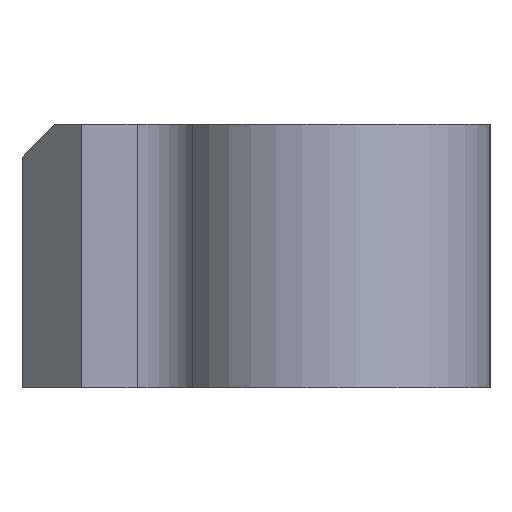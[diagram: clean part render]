
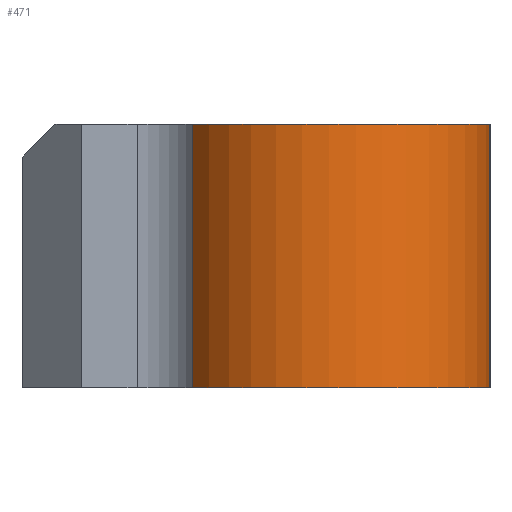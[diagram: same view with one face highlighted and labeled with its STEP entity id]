
A CAD part, left-side view. The second image highlights one B-rep face of the part: STEP entity #471.
In plain terms, the highlighted cylindrical face has radius 4.9 mm (diameter 9.8 mm), a partial arc.
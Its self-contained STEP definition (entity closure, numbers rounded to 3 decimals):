
#3 = VERTEX_POINT ( 'NONE', #728 ) ;
#29 = LINE ( 'NONE', #658, #311 ) ;
#57 = AXIS2_PLACEMENT_3D ( 'NONE', #237, #858, #1473 ) ;
#102 = VERTEX_POINT ( 'NONE', #449 ) ;
#214 = CARTESIAN_POINT ( 'NONE',  ( -8.535, -12.167, 0. ) ) ;
#237 = CARTESIAN_POINT ( 'NONE',  ( -9.005, -7.289, 8. ) ) ;
#253 = AXIS2_PLACEMENT_3D ( 'NONE', #1756, #366, #993 ) ;
#311 = VECTOR ( 'NONE', #1276, 1000. ) ;
#320 = CIRCLE ( 'NONE', #57, 4.9 ) ;
#363 = DIRECTION ( 'NONE',  ( 0., 0., -1. ) ) ;
#366 = DIRECTION ( 'NONE',  ( 0., 0., 1. ) ) ;
#449 = CARTESIAN_POINT ( 'NONE',  ( -11.648, -3.163, 0. ) ) ;
#455 = EDGE_LOOP ( 'NONE', ( #1390, #1271, #1824, #1025 ) ) ;
#462 = VERTEX_POINT ( 'NONE', #561 ) ;
#471 = ADVANCED_FACE ( 'NONE', ( #523 ), #1146, .T. ) ;
#523 = FACE_OUTER_BOUND ( 'NONE', #455, .T. ) ;
#525 = CARTESIAN_POINT ( 'NONE',  ( -11.648, -3.163, 0. ) ) ;
#543 = CIRCLE ( 'NONE', #1675, 4.9 ) ;
#561 = CARTESIAN_POINT ( 'NONE',  ( -11.648, -3.163, 8. ) ) ;
#658 = CARTESIAN_POINT ( 'NONE',  ( -8.535, -12.167, 0. ) ) ;
#728 = CARTESIAN_POINT ( 'NONE',  ( -8.535, -12.167, 8. ) ) ;
#751 = EDGE_CURVE ( 'NONE', #1536, #3, #29, .T. ) ;
#850 = EDGE_CURVE ( 'NONE', #102, #462, #1912, .T. ) ;
#858 = DIRECTION ( 'NONE',  ( 0., 0., -1. ) ) ;
#991 = DIRECTION ( 'NONE',  ( 1., 0., 0. ) ) ;
#993 = DIRECTION ( 'NONE',  ( 1., 0., 0. ) ) ;
#1025 = ORIENTED_EDGE ( 'NONE', *, *, #850, .F. ) ;
#1146 = CYLINDRICAL_SURFACE ( 'NONE', #253, 4.9 ) ;
#1148 = DIRECTION ( 'NONE',  ( 0., 0., 1. ) ) ;
#1271 = ORIENTED_EDGE ( 'NONE', *, *, #751, .T. ) ;
#1276 = DIRECTION ( 'NONE',  ( 0., 0., 1. ) ) ;
#1390 = ORIENTED_EDGE ( 'NONE', *, *, #1522, .F. ) ;
#1473 = DIRECTION ( 'NONE',  ( 1., 0., 0. ) ) ;
#1512 = VECTOR ( 'NONE', #1148, 1000. ) ;
#1522 = EDGE_CURVE ( 'NONE', #1536, #102, #543, .T. ) ;
#1536 = VERTEX_POINT ( 'NONE', #214 ) ;
#1609 = EDGE_CURVE ( 'NONE', #3, #462, #320, .T. ) ;
#1675 = AXIS2_PLACEMENT_3D ( 'NONE', #1753, #363, #991 ) ;
#1753 = CARTESIAN_POINT ( 'NONE',  ( -9.005, -7.289, 0. ) ) ;
#1756 = CARTESIAN_POINT ( 'NONE',  ( -9.005, -7.289, 0. ) ) ;
#1824 = ORIENTED_EDGE ( 'NONE', *, *, #1609, .T. ) ;
#1912 = LINE ( 'NONE', #525, #1512 ) ;
